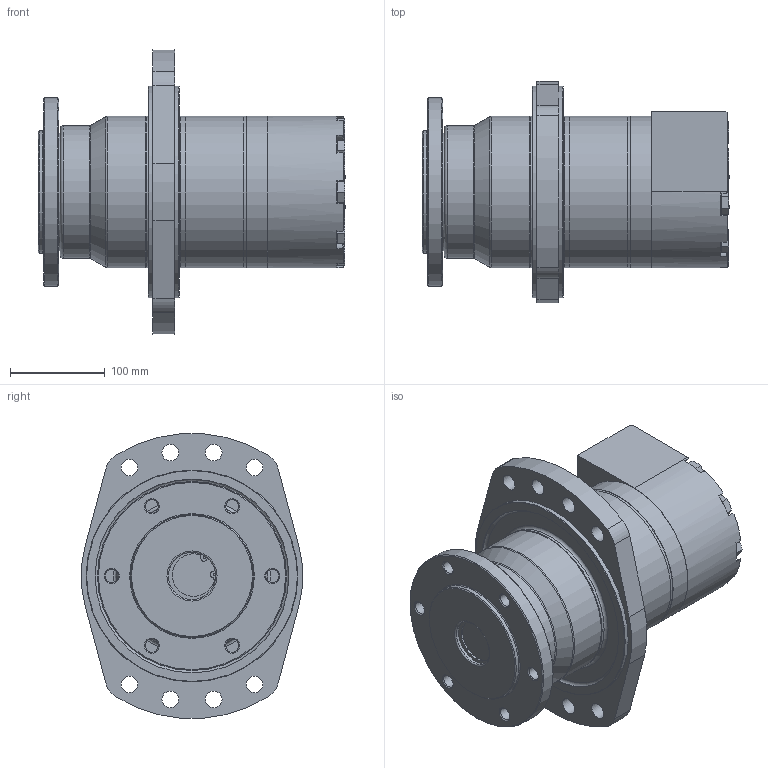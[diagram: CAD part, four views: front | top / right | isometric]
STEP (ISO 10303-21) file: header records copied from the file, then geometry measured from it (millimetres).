
FILE_DESCRIPTION( ( 'STEP AP214' ), '1' );
FILE_NAME( 'VMF8002HDP(EURO).stp', '2019-11-15T10:27:22', ( '' ), ( '' ), ' ', 'PARTsolutions', ' ' );
FILE_SCHEMA( ( 'AUTOMOTIVE_DESIGN { 1 0 10303 214 1 1 1 1 }' ) );
Length unit declared in the file: millimetre
Products named in the file (6): VMF8002HDP(EURO); _VMFF; _MVM800; _MVMVP; _MVM2P; HI_Hexagon bolt DIN 931-1 M14x1000
Assembly tree (13 placements, depth 2):
  VMF8002HDP(EURO)
    _VMFF
    _MVM800
    _MVMVP
    _MVM2P
    HI_Hexagon bolt DIN 931-1 M14x1000  x9
Bounding box: 325.69 x 234.11 x 301.03 mm (x, y, z)
Volume: 7428705 mm3; surface area: 614604.3 mm2
Topology: 13 solids, 13 shells, 387 faces, 865 edges, 536 vertices
Faces by surface type: plane 136, cone 118, cylinder 111, torus 18, sphere 4
Full cylindrical faces by diameter (mm): 2.5 x2, 11.445 x1, 11.835 x9, 13.835 x6, 14 x9, 14.1 x18, 14.2 x9, 16.4 x9, 17.6 x8, 30.291 x2, 33 x4, 50 x1, 124 x1, 125 x1, 130 x1, 140 x1, 159.995 x1, 160 x5, 200 x1, 205 x1, 224 x2
Entity records: 7841 total; most frequent: DIRECTION 1087, CARTESIAN_POINT 1027, ORIENTED_EDGE 728, AXIS2_PLACEMENT_3D 504, EDGE_LOOP 470, EDGE_CURVE 364, VERTEX_POINT 320, FACE_OUTER_BOUND 313
